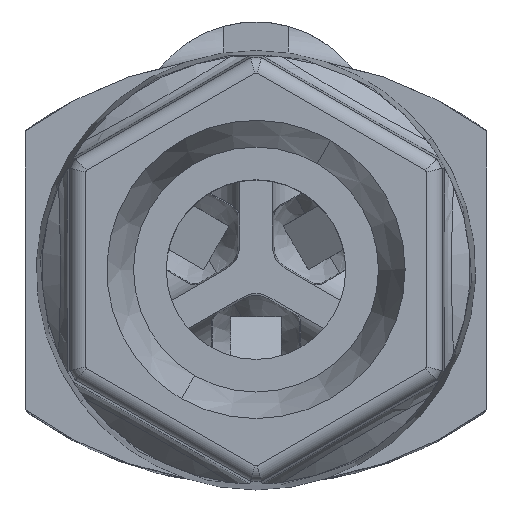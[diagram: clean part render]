
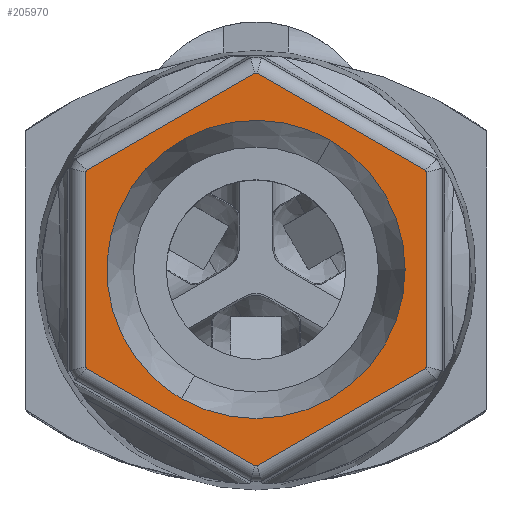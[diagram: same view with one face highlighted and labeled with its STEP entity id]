
A CAD part, top view. The second image highlights one B-rep face of the part: STEP entity #205970.
In plain terms, the highlighted face is planar.
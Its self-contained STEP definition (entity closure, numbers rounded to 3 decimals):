
#196340=CARTESIAN_POINT('',(-67.072,-28.192,
-160.065));
#196350=VERTEX_POINT('',#196340);
#196380=CARTESIAN_POINT('',(-67.072,-28.255,
-148.816));
#196390=DIRECTION('',(1.,0.,0.));
#196400=DIRECTION('',(0.,0.5,
-0.866));
#196410=AXIS2_PLACEMENT_3D('',#196380,#196390,#196400);
#196420=CIRCLE('',#196410,11.25);
#196430=CARTESIAN_POINT('',(-67.072,-28.318,
-160.065));
#196440=VERTEX_POINT('',#196430);
#196450=EDGE_CURVE('',#196440,#196350,#196420,.T.);
#197820=CARTESIAN_POINT('',(-67.072,-37.965,
-154.495));
#197830=VERTEX_POINT('',#197820);
#197930=CARTESIAN_POINT('',(-67.072,-38.029,
-154.459));
#197940=DIRECTION('',(0.,-0.866,
0.5));
#197950=VECTOR('',#197940,1.);
#197960=LINE('',#197930,#197950);
#197970=EDGE_CURVE('',#196440,#197830,#197960,.T.);
#198650=CARTESIAN_POINT('',(-67.072,-38.029,
-154.386));
#198660=VERTEX_POINT('',#198650);
#198770=CARTESIAN_POINT('',(-67.072,-28.255,
-148.816));
#198780=DIRECTION('',(1.,0.,0.));
#198790=DIRECTION('',(0.,0.5,
-0.866));
#198800=AXIS2_PLACEMENT_3D('',#198770,#198780,#198790);
#198810=CIRCLE('',#198800,11.25);
#198820=EDGE_CURVE('',#198660,#197830,#198810,.T.);
#198950=CARTESIAN_POINT('',(-67.072,-38.029,
-154.459));
#198960=DIRECTION('',(0.,0.,1.));
#198970=VECTOR('',#198960,1.);
#198980=LINE('',#198950,#198970);
#198990=CARTESIAN_POINT('',(-67.072,-38.029,
-143.246));
#199000=VERTEX_POINT('',#198990);
#199010=EDGE_CURVE('',#198660,#199000,#198980,.T.);
#199730=CARTESIAN_POINT('',(-67.072,-28.255,
-148.816));
#199740=DIRECTION('',(1.,0.,0.));
#199750=DIRECTION('',(0.,0.5,
-0.866));
#199760=AXIS2_PLACEMENT_3D('',#199730,#199740,#199750);
#199770=CIRCLE('',#199760,11.25);
#199780=CARTESIAN_POINT('',(-67.072,-37.965,
-143.136));
#199790=VERTEX_POINT('',#199780);
#199800=EDGE_CURVE('',#199790,#199000,#199770,.T.);
#200600=CARTESIAN_POINT('',(-67.072,-33.142,
-140.351));
#200610=DIRECTION('',(0.,0.866,
0.5));
#200620=VECTOR('',#200610,1.);
#200630=LINE('',#200600,#200620);
#200640=CARTESIAN_POINT('',(-67.072,-28.318,
-137.566));
#200650=VERTEX_POINT('',#200640);
#200660=EDGE_CURVE('',#199790,#200650,#200630,.T.);
#201430=CARTESIAN_POINT('',(-67.072,-28.255,
-148.816));
#201440=DIRECTION('',(1.,0.,0.));
#201450=DIRECTION('',(0.,0.5,
-0.866));
#201460=AXIS2_PLACEMENT_3D('',#201430,#201440,#201450);
#201470=CIRCLE('',#201460,11.25);
#201480=CARTESIAN_POINT('',(-67.072,-28.192,
-137.566));
#201490=VERTEX_POINT('',#201480);
#201500=EDGE_CURVE('',#201490,#200650,#201470,.T.);
#202220=CARTESIAN_POINT('',(-67.072,-18.481,
-143.173));
#202230=DIRECTION('',(0.,-0.866,
0.5));
#202240=VECTOR('',#202230,1.);
#202250=LINE('',#202220,#202240);
#202260=CARTESIAN_POINT('',(-67.072,-18.544,
-143.136));
#202270=VERTEX_POINT('',#202260);
#202280=EDGE_CURVE('',#202270,#201490,#202250,.T.);
#203050=CARTESIAN_POINT('',(-67.072,-28.255,
-148.816));
#203060=DIRECTION('',(1.,0.,0.));
#203070=DIRECTION('',(0.,0.5,
-0.866));
#203080=AXIS2_PLACEMENT_3D('',#203050,#203060,#203070);
#203090=CIRCLE('',#203080,11.25);
#203100=CARTESIAN_POINT('',(-67.072,-18.481,
-143.246));
#203110=VERTEX_POINT('',#203100);
#203120=EDGE_CURVE('',#203110,#202270,#203090,.T.);
#204390=CARTESIAN_POINT('',(-67.072,-18.481,
-154.386));
#204400=VERTEX_POINT('',#204390);
#204500=CARTESIAN_POINT('',(-67.072,-18.481,
-143.173));
#204510=DIRECTION('',(0.,0.,-1.));
#204520=VECTOR('',#204510,1.);
#204530=LINE('',#204500,#204520);
#204540=EDGE_CURVE('',#203110,#204400,#204530,.T.);
#204670=CARTESIAN_POINT('',(-67.072,-28.255,
-148.816));
#204680=DIRECTION('',(1.,0.,0.));
#204690=DIRECTION('',(0.,0.5,
-0.866));
#204700=AXIS2_PLACEMENT_3D('',#204670,#204680,#204690);
#204710=CIRCLE('',#204700,11.25);
#204720=CARTESIAN_POINT('',(-67.072,-18.544,
-154.495));
#204730=VERTEX_POINT('',#204720);
#204740=EDGE_CURVE('',#204730,#204400,#204710,.T.);
#205430=CARTESIAN_POINT('',(-67.072,-23.368,
-157.28));
#205440=DIRECTION('',(0.,-0.866,
-0.5));
#205450=VECTOR('',#205440,1.);
#205460=LINE('',#205430,#205450);
#205470=EDGE_CURVE('',#204730,#196350,#205460,.T.);
#205590=CARTESIAN_POINT('',(-67.072,-36.257,
-143.987));
#205600=DIRECTION('',(-1.,0.,0.));
#205610=DIRECTION('',(0.,0.5,
0.866));
#205620=AXIS2_PLACEMENT_3D('',#205590,#205600,#205610);
#205630=PLANE('',#205620);
#205640=CARTESIAN_POINT('',(-67.072,-28.255,
-148.816));
#205650=DIRECTION('',(-1.,0.,0.));
#205660=DIRECTION('',(0.,-0.5,
0.866));
#205670=AXIS2_PLACEMENT_3D('',#205640,#205650,#205660);
#205680=CIRCLE('',#205670,8.552);
#205690=CARTESIAN_POINT('',(-67.072,-22.208,
-154.863));
#205700=VERTEX_POINT('',#205690);
#205710=CARTESIAN_POINT('',(-67.072,-23.979,
-156.222));
#205720=VERTEX_POINT('',#205710);
#205730=EDGE_CURVE('',#205700,#205720,#205680,.T.);
#205740=ORIENTED_EDGE('',*,*,#205730,.F.);
#205750=CARTESIAN_POINT('',(-67.072,-32.531,
-141.41));
#205760=VERTEX_POINT('',#205750);
#205770=EDGE_CURVE('',#205720,#205760,#205680,.T.);
#205780=ORIENTED_EDGE('',*,*,#205770,.F.);
#205790=EDGE_CURVE('',#205760,#205700,#205680,.T.);
#205800=ORIENTED_EDGE('',*,*,#205790,.F.);
#205810=EDGE_LOOP('',(#205800,#205780,#205740));
#205820=FACE_BOUND('',#205810,.T.);
#205830=ORIENTED_EDGE('',*,*,#204740,.F.);
#205840=ORIENTED_EDGE('',*,*,#204540,.T.);
#205850=ORIENTED_EDGE('',*,*,#203120,.F.);
#205860=ORIENTED_EDGE('',*,*,#202280,.F.);
#205870=ORIENTED_EDGE('',*,*,#201500,.F.);
#205880=ORIENTED_EDGE('',*,*,#200660,.T.);
#205890=ORIENTED_EDGE('',*,*,#199800,.F.);
#205900=ORIENTED_EDGE('',*,*,#199010,.T.);
#205910=ORIENTED_EDGE('',*,*,#198820,.F.);
#205920=ORIENTED_EDGE('',*,*,#197970,.T.);
#205930=ORIENTED_EDGE('',*,*,#196450,.F.);
#205940=ORIENTED_EDGE('',*,*,#205470,.T.);
#205950=EDGE_LOOP('',(#205940,#205930,#205920,#205910,#205900,#205890,
#205880,#205870,#205860,#205850,#205840,#205830));
#205960=FACE_OUTER_BOUND('',#205950,.T.);
#205970=ADVANCED_FACE('',(#205820,#205960),#205630,.T.);
